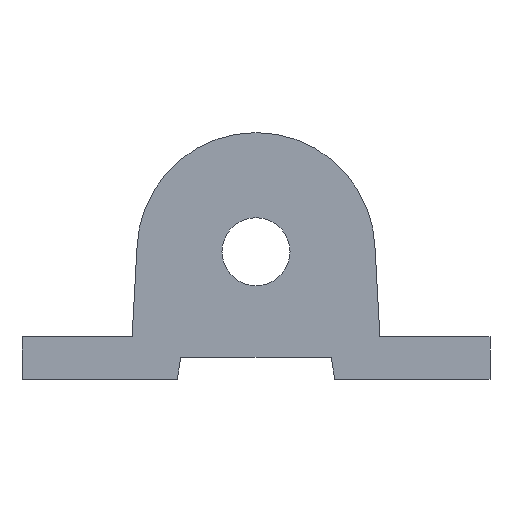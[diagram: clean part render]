
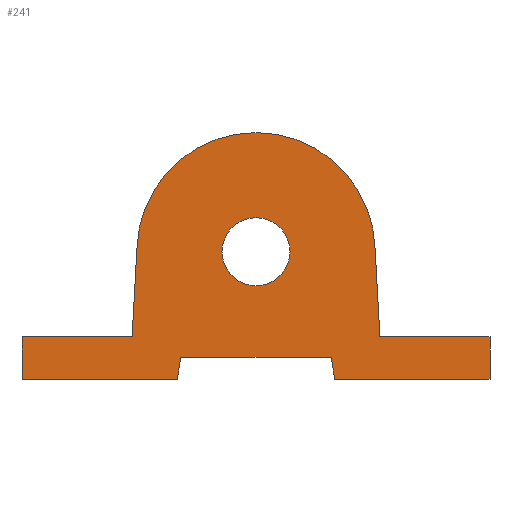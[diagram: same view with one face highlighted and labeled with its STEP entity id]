
A CAD part, front view. The second image highlights one B-rep face of the part: STEP entity #241.
In plain terms, the highlighted planar face has unit normal (0, -1, 0).
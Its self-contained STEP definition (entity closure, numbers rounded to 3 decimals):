
#24 = VERTEX_POINT('',#25);
#25 = CARTESIAN_POINT('',(9.246,-6.5,0.));
#31 = EDGE_CURVE('',#24,#32,#34,.T.);
#32 = VERTEX_POINT('',#33);
#33 = CARTESIAN_POINT('',(8.837,-6.5,2.583));
#34 = LINE('',#35,#36);
#35 = CARTESIAN_POINT('',(9.246,-6.5,0.));
#36 = VECTOR('',#37,1.);
#37 = DIRECTION('',(-0.157,0.,0.988));
#64 = VERTEX_POINT('',#65);
#65 = CARTESIAN_POINT('',(27.5,-6.5,0.));
#71 = EDGE_CURVE('',#64,#24,#72,.T.);
#72 = LINE('',#73,#74);
#73 = CARTESIAN_POINT('',(27.5,-6.5,0.));
#74 = VECTOR('',#75,1.);
#75 = DIRECTION('',(-1.,0.,0.));
#104 = EDGE_CURVE('',#32,#105,#107,.T.);
#105 = VERTEX_POINT('',#106);
#106 = CARTESIAN_POINT('',(-8.837,-6.5,2.583));
#107 = LINE('',#108,#109);
#108 = CARTESIAN_POINT('',(8.837,-6.5,2.583));
#109 = VECTOR('',#110,1.);
#110 = DIRECTION('',(-1.,0.,0.));
#241 = ADVANCED_FACE('',(#242,#327),#347,.T.);
#242 = FACE_BOUND('',#243,.T.);
#243 = EDGE_LOOP('',(#244,#245,#246,#247,#255,#263,#271,#280,#289,#297,
    #305,#313,#321));
#244 = ORIENTED_EDGE('',*,*,#104,.F.);
#245 = ORIENTED_EDGE('',*,*,#31,.F.);
#246 = ORIENTED_EDGE('',*,*,#71,.F.);
#247 = ORIENTED_EDGE('',*,*,#248,.F.);
#248 = EDGE_CURVE('',#249,#64,#251,.T.);
#249 = VERTEX_POINT('',#250);
#250 = CARTESIAN_POINT('',(27.5,-6.5,5.));
#251 = LINE('',#252,#253);
#252 = CARTESIAN_POINT('',(27.5,-6.5,5.));
#253 = VECTOR('',#254,1.);
#254 = DIRECTION('',(0.,0.,-1.));
#255 = ORIENTED_EDGE('',*,*,#256,.F.);
#256 = EDGE_CURVE('',#257,#249,#259,.T.);
#257 = VERTEX_POINT('',#258);
#258 = CARTESIAN_POINT('',(14.559,-6.5,5.));
#259 = LINE('',#260,#261);
#260 = CARTESIAN_POINT('',(14.559,-6.5,5.));
#261 = VECTOR('',#262,1.);
#262 = DIRECTION('',(1.,0.,0.));
#263 = ORIENTED_EDGE('',*,*,#264,.F.);
#264 = EDGE_CURVE('',#265,#257,#267,.T.);
#265 = VERTEX_POINT('',#266);
#266 = CARTESIAN_POINT('',(13.994,-6.5,15.412));
#267 = LINE('',#268,#269);
#268 = CARTESIAN_POINT('',(13.994,-6.5,15.412));
#269 = VECTOR('',#270,1.);
#270 = DIRECTION('',(0.054,0.,
    -0.999));
#271 = ORIENTED_EDGE('',*,*,#272,.T.);
#272 = EDGE_CURVE('',#265,#273,#275,.T.);
#273 = VERTEX_POINT('',#274);
#274 = CARTESIAN_POINT('',(0.,-6.5,29.));
#275 = CIRCLE('',#276,14.);
#276 = AXIS2_PLACEMENT_3D('',#277,#278,#279);
#277 = CARTESIAN_POINT('',(0.,-6.5,15.));
#278 = DIRECTION('',(0.,-1.,0.));
#279 = DIRECTION('',(1.,0.,0.));
#280 = ORIENTED_EDGE('',*,*,#281,.F.);
#281 = EDGE_CURVE('',#282,#273,#284,.T.);
#282 = VERTEX_POINT('',#283);
#283 = CARTESIAN_POINT('',(-13.994,-6.5,15.412));
#284 = CIRCLE('',#285,14.);
#285 = AXIS2_PLACEMENT_3D('',#286,#287,#288);
#286 = CARTESIAN_POINT('',(0.,-6.5,15.));
#287 = DIRECTION('',(0.,1.,0.));
#288 = DIRECTION('',(-1.,0.,0.));
#289 = ORIENTED_EDGE('',*,*,#290,.T.);
#290 = EDGE_CURVE('',#282,#291,#293,.T.);
#291 = VERTEX_POINT('',#292);
#292 = CARTESIAN_POINT('',(-14.559,-6.5,5.));
#293 = LINE('',#294,#295);
#294 = CARTESIAN_POINT('',(-13.994,-6.5,15.412));
#295 = VECTOR('',#296,1.);
#296 = DIRECTION('',(-0.054,0.,
    -0.999));
#297 = ORIENTED_EDGE('',*,*,#298,.T.);
#298 = EDGE_CURVE('',#291,#299,#301,.T.);
#299 = VERTEX_POINT('',#300);
#300 = CARTESIAN_POINT('',(-27.5,-6.5,5.));
#301 = LINE('',#302,#303);
#302 = CARTESIAN_POINT('',(-14.559,-6.5,5.));
#303 = VECTOR('',#304,1.);
#304 = DIRECTION('',(-1.,0.,0.));
#305 = ORIENTED_EDGE('',*,*,#306,.T.);
#306 = EDGE_CURVE('',#299,#307,#309,.T.);
#307 = VERTEX_POINT('',#308);
#308 = CARTESIAN_POINT('',(-27.5,-6.5,0.));
#309 = LINE('',#310,#311);
#310 = CARTESIAN_POINT('',(-27.5,-6.5,5.));
#311 = VECTOR('',#312,1.);
#312 = DIRECTION('',(0.,0.,-1.));
#313 = ORIENTED_EDGE('',*,*,#314,.T.);
#314 = EDGE_CURVE('',#307,#315,#317,.T.);
#315 = VERTEX_POINT('',#316);
#316 = CARTESIAN_POINT('',(-9.246,-6.5,0.));
#317 = LINE('',#318,#319);
#318 = CARTESIAN_POINT('',(-27.5,-6.5,0.));
#319 = VECTOR('',#320,1.);
#320 = DIRECTION('',(1.,0.,0.));
#321 = ORIENTED_EDGE('',*,*,#322,.T.);
#322 = EDGE_CURVE('',#315,#105,#323,.T.);
#323 = LINE('',#324,#325);
#324 = CARTESIAN_POINT('',(-9.246,-6.5,0.));
#325 = VECTOR('',#326,1.);
#326 = DIRECTION('',(0.157,0.,0.988));
#327 = FACE_BOUND('',#328,.T.);
#328 = EDGE_LOOP('',(#329,#340));
#329 = ORIENTED_EDGE('',*,*,#330,.F.);
#330 = EDGE_CURVE('',#331,#333,#335,.T.);
#331 = VERTEX_POINT('',#332);
#332 = CARTESIAN_POINT('',(0.,-6.5,11.));
#333 = VERTEX_POINT('',#334);
#334 = CARTESIAN_POINT('',(0.,-6.5,19.));
#335 = CIRCLE('',#336,4.);
#336 = AXIS2_PLACEMENT_3D('',#337,#338,#339);
#337 = CARTESIAN_POINT('',(0.,-6.5,15.));
#338 = DIRECTION('',(0.,-1.,0.));
#339 = DIRECTION('',(1.,0.,0.));
#340 = ORIENTED_EDGE('',*,*,#341,.T.);
#341 = EDGE_CURVE('',#331,#333,#342,.T.);
#342 = CIRCLE('',#343,4.);
#343 = AXIS2_PLACEMENT_3D('',#344,#345,#346);
#344 = CARTESIAN_POINT('',(0.,-6.5,15.));
#345 = DIRECTION('',(0.,1.,0.));
#346 = DIRECTION('',(-1.,0.,0.));
#347 = PLANE('',#348);
#348 = AXIS2_PLACEMENT_3D('',#349,#350,#351);
#349 = CARTESIAN_POINT('',(0.,-6.5,9.059));
#350 = DIRECTION('',(0.,-1.,0.));
#351 = DIRECTION('',(0.,0.,1.));
